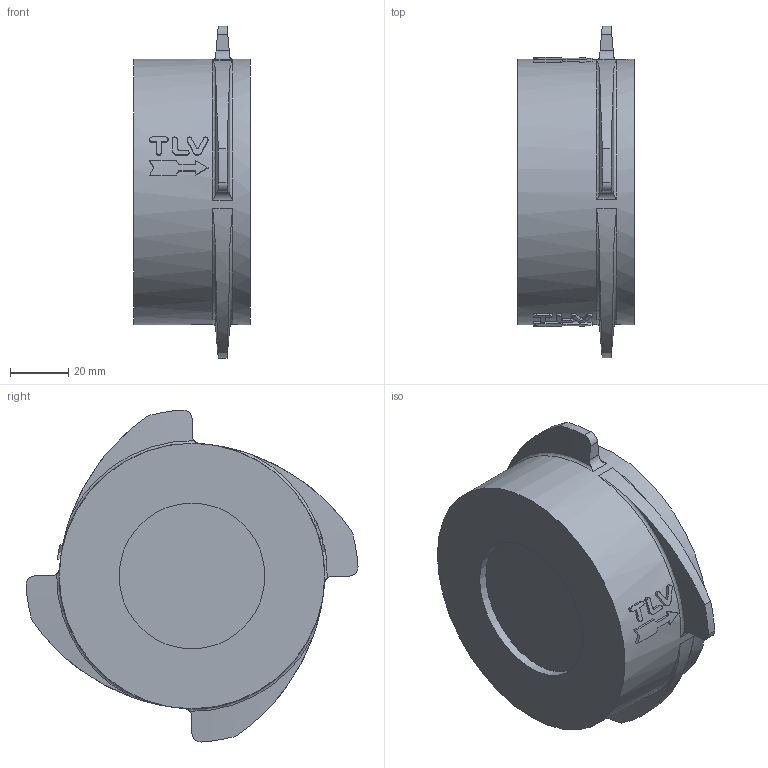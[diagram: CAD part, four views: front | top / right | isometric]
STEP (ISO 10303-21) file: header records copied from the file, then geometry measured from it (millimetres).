
FILE_DESCRIPTION((''),'2;1');
FILE_NAME('cf3rg-050-wafer-00.stp','2009-11-19T13:52:38',('nakaot'),(''),'Autodesk Inventor 2008','Autodesk Inventor 2008','');
FILE_SCHEMA(('AUTOMOTIVE_DESIGN { 1 0 10303 214 1 1 1 1 }'));
Length unit declared in the file: millimetre
Products named in the file (1): cf3rg-050-wafer-00
Bounding box: 40 x 113.82 x 113.82 mm (x, y, z)
Volume: 249309.5 mm3; surface area: 28629.1 mm2
Topology: 1 solids, 1 shells, 96 faces, 253 edges, 169 vertices
Faces by surface type: bspline 35, plane 29, cylinder 24, cone 8
Full cylindrical faces by diameter (mm): 50 x1, 70 x1, 91 x1
Entity records: 9808 total; most frequent: CARTESIAN_POINT 7728, ORIENTED_EDGE 492, DIRECTION 293, EDGE_CURVE 246, VERTEX_POINT 166, B_SPLINE_CURVE_WITH_KNOTS 115, EDGE_LOOP 110, AXIS2_PLACEMENT_3D 100
